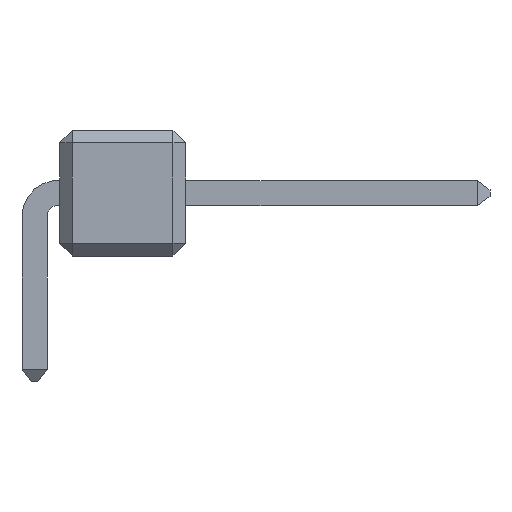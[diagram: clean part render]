
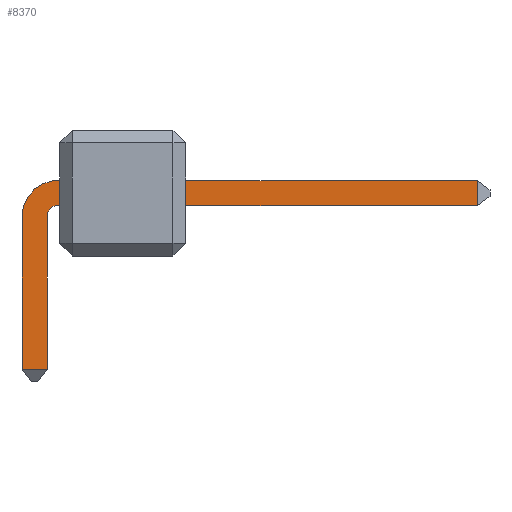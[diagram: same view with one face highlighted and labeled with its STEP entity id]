
A CAD part, left-side view. The second image highlights one B-rep face of the part: STEP entity #8370.
In plain terms, the highlighted planar face has unit normal (-1, 0, 0).
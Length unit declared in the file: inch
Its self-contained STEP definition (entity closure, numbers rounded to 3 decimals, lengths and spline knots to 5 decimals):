
#6 = VERTEX_POINT ( 'NONE', #5719 ) ;
#209 = ORIENTED_EDGE ( 'NONE', *, *, #8083, .T. ) ;
#256 = DIRECTION ( 'NONE',  ( 0., 0.843, -0.538 ) ) ;
#281 = ORIENTED_EDGE ( 'NONE', *, *, #360, .T. ) ;
#310 = EDGE_CURVE ( 'NONE', #5927, #6, #8128, .T. ) ;
#347 = DIRECTION ( 'NONE',  ( 0., 0.215, -0.977 ) ) ;
#360 = EDGE_CURVE ( 'NONE', #6233, #5927, #1770, .T. ) ;
#453 = LINE ( 'NONE', #2748, #4612 ) ;
#490 = CARTESIAN_POINT ( 'NONE',  ( -0.21, 0.01, 0.03351 ) ) ;
#552 = EDGE_CURVE ( 'NONE', #6, #8888, #6665, .T. ) ;
#619 = EDGE_LOOP ( 'NONE', ( #2980, #4188, #6613, #4375, #2790, #2227, #6040, #4595, #4322, #8700, #927, #209, #281, #1668, #3979, #8270, #6306, #4679 ) ) ;
#651 = DIRECTION ( 'NONE',  ( 0., 1., 0. ) ) ;
#816 = DIRECTION ( 'NONE',  ( 0., -0.616, 0.788 ) ) ;
#820 = EDGE_CURVE ( 'NONE', #3991, #1078, #7304, .T. ) ;
#927 = ORIENTED_EDGE ( 'NONE', *, *, #2815, .T. ) ;
#1078 = VERTEX_POINT ( 'NONE', #9056 ) ;
#1082 = VERTEX_POINT ( 'NONE', #4309 ) ;
#1243 = VECTOR ( 'NONE', #7241, 39.37008 ) ;
#1272 = LINE ( 'NONE', #9262, #1243 ) ;
#1280 = LINE ( 'NONE', #4940, #5803 ) ;
#1323 = LINE ( 'NONE', #4234, #6157 ) ;
#1347 = DIRECTION ( 'NONE',  ( 0., -0.99, -0.14 ) ) ;
#1447 = LINE ( 'NONE', #4365, #5134 ) ;
#1527 = VECTOR ( 'NONE', #816, 39.37008 ) ;
#1532 = CARTESIAN_POINT ( 'NONE',  ( -0.21, 0., 0. ) ) ;
#1668 = ORIENTED_EDGE ( 'NONE', *, *, #310, .T. ) ;
#1674 = DIRECTION ( 'NONE',  ( -1., 0., 0. ) ) ;
#1770 = LINE ( 'NONE', #2389, #4404 ) ;
#1847 = EDGE_CURVE ( 'NONE', #7990, #2099, #453, .T. ) ;
#1913 = CARTESIAN_POINT ( 'NONE',  ( -0.21, -0.352, 0.06 ) ) ;
#2099 = VERTEX_POINT ( 'NONE', #4936 ) ;
#2209 = CARTESIAN_POINT ( 'NONE',  ( -0.21, 0.01, -0.09 ) ) ;
#2227 = ORIENTED_EDGE ( 'NONE', *, *, #8410, .T. ) ;
#2256 = AXIS2_PLACEMENT_3D ( 'NONE', #1532, #1674, #4436 ) ;
#2294 = LINE ( 'NONE', #7513, #6987 ) ;
#2321 = VECTOR ( 'NONE', #2706, 39.37008 ) ;
#2352 = CARTESIAN_POINT ( 'NONE',  ( -0.21, 0.01, 0.03351 ) ) ;
#2378 = VECTOR ( 'NONE', #8082, 39.37008 ) ;
#2389 = CARTESIAN_POINT ( 'NONE',  ( -0.21, -0.01, 0.03351 ) ) ;
#2480 = LINE ( 'NONE', #2529, #5239 ) ;
#2529 = CARTESIAN_POINT ( 'NONE',  ( -0.21, -0.02149, 0.04 ) ) ;
#2568 = CARTESIAN_POINT ( 'NONE',  ( -0.21, -0.0139, 0.05966 ) ) ;
#2706 = DIRECTION ( 'NONE',  ( 0., 0.953, -0.302 ) ) ;
#2748 = CARTESIAN_POINT ( 'NONE',  ( -0.21, -0.01908, 0.04034 ) ) ;
#2790 = ORIENTED_EDGE ( 'NONE', *, *, #4425, .T. ) ;
#2815 = EDGE_CURVE ( 'NONE', #7739, #2871, #5152, .T. ) ;
#2871 = VERTEX_POINT ( 'NONE', #7564 ) ;
#2943 = DIRECTION ( 'NONE',  ( 0., -0.993, 0.121 ) ) ;
#2980 = ORIENTED_EDGE ( 'NONE', *, *, #6413, .T. ) ;
#2981 = CARTESIAN_POINT ( 'NONE',  ( -0.21, 0.00837, 0.04093 ) ) ;
#3018 = LINE ( 'NONE', #4044, #3610 ) ;
#3094 = DIRECTION ( 'NONE',  ( 0., -0.927, 0.374 ) ) ;
#3190 = EDGE_CURVE ( 'NONE', #6758, #3487, #3018, .T. ) ;
#3210 = LINE ( 'NONE', #5345, #3722 ) ;
#3487 = VERTEX_POINT ( 'NONE', #6292 ) ;
#3610 = VECTOR ( 'NONE', #4653, 39.37008 ) ;
#3719 = EDGE_CURVE ( 'NONE', #3487, #7894, #1280, .T. ) ;
#3722 = VECTOR ( 'NONE', #8097, 39.37008 ) ;
#3777 = DIRECTION ( 'NONE',  ( 0., 0., -1. ) ) ;
#3979 = ORIENTED_EDGE ( 'NONE', *, *, #552, .T. ) ;
#3991 = VERTEX_POINT ( 'NONE', #1913 ) ;
#4044 = CARTESIAN_POINT ( 'NONE',  ( -0.21, -0.00026, 0.05328 ) ) ;
#4188 = ORIENTED_EDGE ( 'NONE', *, *, #4895, .T. ) ;
#4234 = CARTESIAN_POINT ( 'NONE',  ( -0.21, -0.02149, 0.06 ) ) ;
#4309 = CARTESIAN_POINT ( 'NONE',  ( -0.21, -0.0139, 0.05966 ) ) ;
#4322 = ORIENTED_EDGE ( 'NONE', *, *, #8447, .T. ) ;
#4346 = CARTESIAN_POINT ( 'NONE',  ( -0.21, -0.01095, 0.03575 ) ) ;
#4365 = CARTESIAN_POINT ( 'NONE',  ( -0.21, -0.01666, 0.04005 ) ) ;
#4375 = ORIENTED_EDGE ( 'NONE', *, *, #6515, .T. ) ;
#4385 = DIRECTION ( 'NONE',  ( 0., -0.799, 0.601 ) ) ;
#4404 = VECTOR ( 'NONE', #5433, 39.37008 ) ;
#4425 = EDGE_CURVE ( 'NONE', #1082, #4566, #9206, .T. ) ;
#4436 = DIRECTION ( 'NONE',  ( 0., 0., 1. ) ) ;
#4566 = VERTEX_POINT ( 'NONE', #6443 ) ;
#4595 = ORIENTED_EDGE ( 'NONE', *, *, #3719, .T. ) ;
#4612 = VECTOR ( 'NONE', #1347, 39.37008 ) ;
#4619 = FACE_OUTER_BOUND ( 'NONE', #619, .T. ) ;
#4653 = DIRECTION ( 'NONE',  ( 0., 0.675, -0.738 ) ) ;
#4679 = ORIENTED_EDGE ( 'NONE', *, *, #1847, .T. ) ;
#4895 = EDGE_CURVE ( 'NONE', #6096, #3991, #1272, .T. ) ;
#4936 = CARTESIAN_POINT ( 'NONE',  ( -0.21, -0.02149, 0.04 ) ) ;
#4940 = CARTESIAN_POINT ( 'NONE',  ( -0.21, 0.00487, 0.04767 ) ) ;
#5134 = VECTOR ( 'NONE', #2943, 39.37008 ) ;
#5152 = LINE ( 'NONE', #2209, #2378 ) ;
#5239 = VECTOR ( 'NONE', #8358, 39.37008 ) ;
#5345 = CARTESIAN_POINT ( 'NONE',  ( -0.21, -0.01, -0.09 ) ) ;
#5433 = DIRECTION ( 'NONE',  ( 0., -0.391, 0.92 ) ) ;
#5667 = CARTESIAN_POINT ( 'NONE',  ( -0.21, -0.0144, 0.03913 ) ) ;
#5719 = CARTESIAN_POINT ( 'NONE',  ( -0.21, -0.01245, 0.03767 ) ) ;
#5803 = VECTOR ( 'NONE', #7888, 39.37008 ) ;
#5927 = VERTEX_POINT ( 'NONE', #7732 ) ;
#6040 = ORIENTED_EDGE ( 'NONE', *, *, #3190, .T. ) ;
#6096 = VERTEX_POINT ( 'NONE', #8943 ) ;
#6098 = CARTESIAN_POINT ( 'NONE',  ( -0.21, 0.00837, 0.04093 ) ) ;
#6157 = VECTOR ( 'NONE', #7840, 39.37008 ) ;
#6198 = LINE ( 'NONE', #6098, #9426 ) ;
#6233 = VERTEX_POINT ( 'NONE', #7121 ) ;
#6292 = CARTESIAN_POINT ( 'NONE',  ( -0.21, 0.00487, 0.04767 ) ) ;
#6306 = ORIENTED_EDGE ( 'NONE', *, *, #8022, .T. ) ;
#6413 = EDGE_CURVE ( 'NONE', #2099, #6096, #2480, .T. ) ;
#6443 = CARTESIAN_POINT ( 'NONE',  ( -0.21, -0.00666, 0.05737 ) ) ;
#6515 = EDGE_CURVE ( 'NONE', #1078, #1082, #1323, .T. ) ;
#6598 = VERTEX_POINT ( 'NONE', #8147 ) ;
#6613 = ORIENTED_EDGE ( 'NONE', *, *, #820, .T. ) ;
#6665 = LINE ( 'NONE', #8035, #7792 ) ;
#6758 = VERTEX_POINT ( 'NONE', #9101 ) ;
#6773 = VECTOR ( 'NONE', #651, 39.37008 ) ;
#6778 = CARTESIAN_POINT ( 'NONE',  ( -0.21, -0.00666, 0.05737 ) ) ;
#6987 = VECTOR ( 'NONE', #3094, 39.37008 ) ;
#7121 = CARTESIAN_POINT ( 'NONE',  ( -0.21, -0.01, 0.03351 ) ) ;
#7241 = DIRECTION ( 'NONE',  ( 0., 0., 1. ) ) ;
#7304 = LINE ( 'NONE', #8598, #6773 ) ;
#7513 = CARTESIAN_POINT ( 'NONE',  ( -0.21, -0.0144, 0.03913 ) ) ;
#7526 = LINE ( 'NONE', #6778, #9114 ) ;
#7564 = CARTESIAN_POINT ( 'NONE',  ( -0.21, -0.01, -0.09 ) ) ;
#7635 = VERTEX_POINT ( 'NONE', #490 ) ;
#7732 = CARTESIAN_POINT ( 'NONE',  ( -0.21, -0.01095, 0.03575 ) ) ;
#7739 = VERTEX_POINT ( 'NONE', #9064 ) ;
#7792 = VECTOR ( 'NONE', #4385, 39.37008 ) ;
#7840 = DIRECTION ( 'NONE',  ( 0., 0.999, -0.045 ) ) ;
#7878 = CARTESIAN_POINT ( 'NONE',  ( -0.21, -0.01908, 0.04034 ) ) ;
#7888 = DIRECTION ( 'NONE',  ( 0., 0.461, -0.888 ) ) ;
#7894 = VERTEX_POINT ( 'NONE', #2981 ) ;
#7990 = VERTEX_POINT ( 'NONE', #7878 ) ;
#8016 = VECTOR ( 'NONE', #3777, 39.37008 ) ;
#8022 = EDGE_CURVE ( 'NONE', #6598, #7990, #1447, .T. ) ;
#8035 = CARTESIAN_POINT ( 'NONE',  ( -0.21, -0.01245, 0.03767 ) ) ;
#8082 = DIRECTION ( 'NONE',  ( 0., -1., 0. ) ) ;
#8083 = EDGE_CURVE ( 'NONE', #2871, #6233, #3210, .T. ) ;
#8097 = DIRECTION ( 'NONE',  ( 0., 0., 1. ) ) ;
#8128 = LINE ( 'NONE', #4346, #1527 ) ;
#8131 = PLANE ( 'NONE',  #2256 ) ;
#8147 = CARTESIAN_POINT ( 'NONE',  ( -0.21, -0.01666, 0.04005 ) ) ;
#8262 = EDGE_CURVE ( 'NONE', #7635, #7739, #8276, .T. ) ;
#8270 = ORIENTED_EDGE ( 'NONE', *, *, #8589, .T. ) ;
#8276 = LINE ( 'NONE', #2352, #8016 ) ;
#8358 = DIRECTION ( 'NONE',  ( 0., -1., 0. ) ) ;
#8370 = ADVANCED_FACE ( 'NONE', ( #4619 ), #8131, .T. ) ;
#8410 = EDGE_CURVE ( 'NONE', #4566, #6758, #7526, .T. ) ;
#8447 = EDGE_CURVE ( 'NONE', #7894, #7635, #6198, .T. ) ;
#8589 = EDGE_CURVE ( 'NONE', #8888, #6598, #2294, .T. ) ;
#8598 = CARTESIAN_POINT ( 'NONE',  ( -0.21, -0.352, 0.06 ) ) ;
#8700 = ORIENTED_EDGE ( 'NONE', *, *, #8262, .T. ) ;
#8888 = VERTEX_POINT ( 'NONE', #5667 ) ;
#8943 = CARTESIAN_POINT ( 'NONE',  ( -0.21, -0.352, 0.04 ) ) ;
#9056 = CARTESIAN_POINT ( 'NONE',  ( -0.21, -0.02149, 0.06 ) ) ;
#9064 = CARTESIAN_POINT ( 'NONE',  ( -0.21, 0.01, -0.09 ) ) ;
#9101 = CARTESIAN_POINT ( 'NONE',  ( -0.21, -0.00026, 0.05328 ) ) ;
#9114 = VECTOR ( 'NONE', #256, 39.37008 ) ;
#9206 = LINE ( 'NONE', #2568, #2321 ) ;
#9262 = CARTESIAN_POINT ( 'NONE',  ( -0.21, -0.352, 0.04 ) ) ;
#9426 = VECTOR ( 'NONE', #347, 39.37008 ) ;
